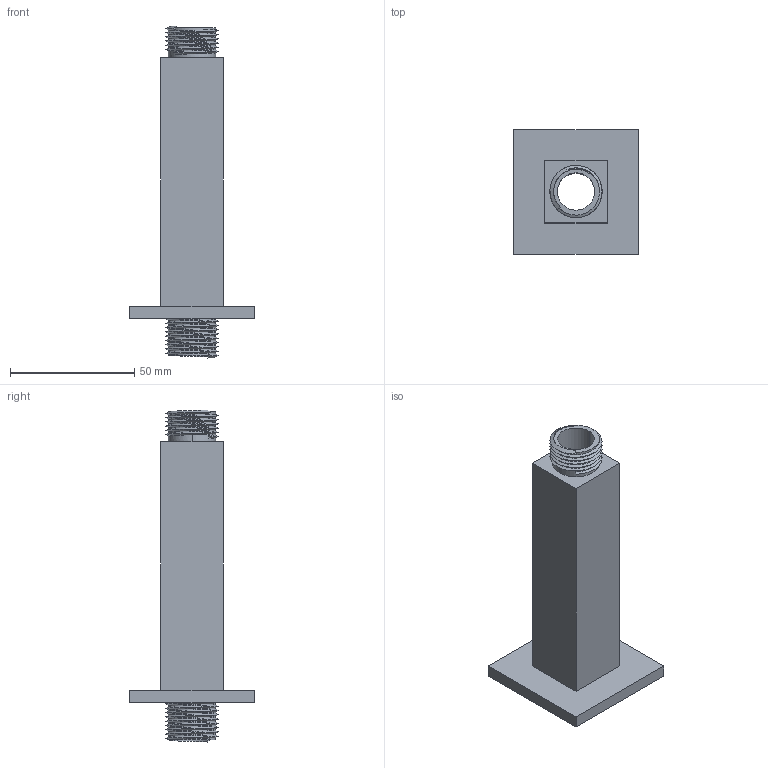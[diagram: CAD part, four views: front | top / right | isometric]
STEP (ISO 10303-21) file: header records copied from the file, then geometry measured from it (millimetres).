
FILE_DESCRIPTION (( 'STEP AP214' ), '1' );
FILE_NAME ('TO237_Step_v10822.STEP', '2022-08-16T13:36:32', ( '' ), ( '' ), 'SwSTEP 2.0', 'SolidWorks 2019', '' );
FILE_SCHEMA (( 'AUTOMOTIVE_DESIGN' ));
Length unit declared in the file: millimetre
Products named in the file (1): TO237_Step_v10822
Bounding box: 50 x 50 x 133.65 mm (x, y, z)
Volume: 34562.9 mm3; surface area: 30162.8 mm2
Topology: 2 solids, 2 shells, 72 faces, 192 edges, 128 vertices
Faces by surface type: cylinder 42, plane 24, bspline 6
Entity records: 5119 total; most frequent: CARTESIAN_POINT 3511, ORIENTED_EDGE 384, DIRECTION 264, EDGE_CURVE 192, VERTEX_POINT 128, VECTOR 90, LINE 90, AXIS2_PLACEMENT_3D 87
